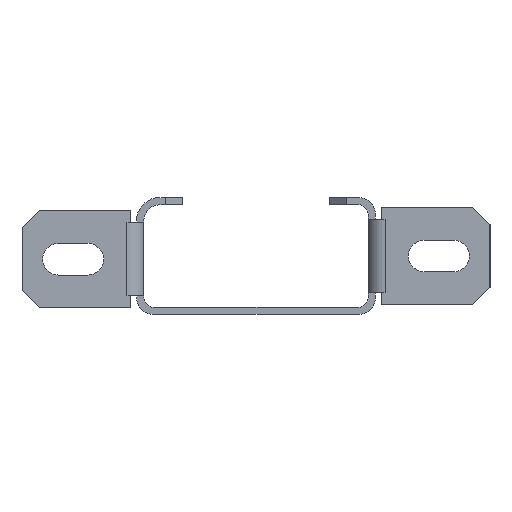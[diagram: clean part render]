
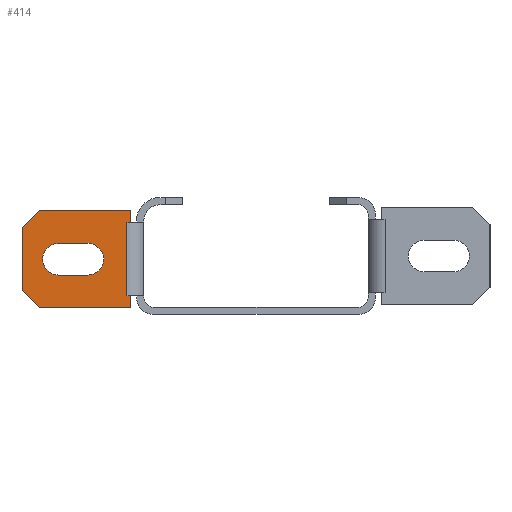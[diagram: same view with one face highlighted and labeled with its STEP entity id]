
A CAD part, left-side view. The second image highlights one B-rep face of the part: STEP entity #414.
In plain terms, the highlighted planar face has unit normal (-1, 0, 0).
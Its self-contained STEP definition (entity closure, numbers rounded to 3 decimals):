
#414=ADVANCED_FACE('',(#816,#817),#709,.T.);
#709=PLANE('',#5893);
#816=FACE_BOUND('',#1498,.T.);
#817=FACE_BOUND('',#1499,.T.);
#1498=EDGE_LOOP('',(#2310,#2311,#2312,#2313,#2314,#2315,#2316,#2317,#2318,
#2319,#2320,#2321));
#1499=EDGE_LOOP('',(#2322,#2323,#2324,#2325));
#2310=ORIENTED_EDGE('',*,*,#4228,.T.);
#2311=ORIENTED_EDGE('',*,*,#4229,.T.);
#2312=ORIENTED_EDGE('',*,*,#4230,.T.);
#2313=ORIENTED_EDGE('',*,*,#4231,.T.);
#2314=ORIENTED_EDGE('',*,*,#4232,.T.);
#2315=ORIENTED_EDGE('',*,*,#4233,.T.);
#2316=ORIENTED_EDGE('',*,*,#4234,.T.);
#2317=ORIENTED_EDGE('',*,*,#4235,.T.);
#2318=ORIENTED_EDGE('',*,*,#4236,.T.);
#2319=ORIENTED_EDGE('',*,*,#4237,.T.);
#2320=ORIENTED_EDGE('',*,*,#4238,.T.);
#2321=ORIENTED_EDGE('',*,*,#4239,.T.);
#2322=ORIENTED_EDGE('',*,*,#4240,.T.);
#2323=ORIENTED_EDGE('',*,*,#4241,.T.);
#2324=ORIENTED_EDGE('',*,*,#4242,.T.);
#2325=ORIENTED_EDGE('',*,*,#4243,.T.);
#3674=VERTEX_POINT('',#8261);
#3675=VERTEX_POINT('',#8262);
#3676=VERTEX_POINT('',#8264);
#3677=VERTEX_POINT('',#8266);
#3678=VERTEX_POINT('',#8268);
#3679=VERTEX_POINT('',#8270);
#3680=VERTEX_POINT('',#8272);
#3681=VERTEX_POINT('',#8274);
#3682=VERTEX_POINT('',#8276);
#3683=VERTEX_POINT('',#8278);
#3684=VERTEX_POINT('',#8280);
#3685=VERTEX_POINT('',#8282);
#3686=VERTEX_POINT('',#8285);
#3687=VERTEX_POINT('',#8286);
#3688=VERTEX_POINT('',#8288);
#3689=VERTEX_POINT('',#8290);
#4228=EDGE_CURVE('',#3674,#3675,#4908,.T.);
#4229=EDGE_CURVE('',#3675,#3676,#4909,.T.);
#4230=EDGE_CURVE('',#3676,#3677,#4910,.T.);
#4231=EDGE_CURVE('',#3677,#3678,#4911,.T.);
#4232=EDGE_CURVE('',#3678,#3679,#4912,.T.);
#4233=EDGE_CURVE('',#3679,#3680,#4913,.T.);
#4234=EDGE_CURVE('',#3680,#3681,#4914,.T.);
#4235=EDGE_CURVE('',#3681,#3682,#4915,.T.);
#4236=EDGE_CURVE('',#3682,#3683,#4916,.T.);
#4237=EDGE_CURVE('',#3683,#3684,#4917,.T.);
#4238=EDGE_CURVE('',#3684,#3685,#4918,.T.);
#4239=EDGE_CURVE('',#3685,#3674,#4919,.T.);
#4240=EDGE_CURVE('',#3686,#3687,#4920,.T.);
#4241=EDGE_CURVE('',#3687,#3688,#5507,.T.);
#4242=EDGE_CURVE('',#3688,#3689,#4921,.T.);
#4243=EDGE_CURVE('',#3689,#3686,#5508,.T.);
#4908=LINE('',#8260,#5212);
#4909=LINE('',#8263,#5213);
#4910=LINE('',#8265,#5214);
#4911=LINE('',#8267,#5215);
#4912=LINE('',#8269,#5216);
#4913=LINE('',#8271,#5217);
#4914=LINE('',#8273,#5218);
#4915=LINE('',#8275,#5219);
#4916=LINE('',#8277,#5220);
#4917=LINE('',#8279,#5221);
#4918=LINE('',#8281,#5222);
#4919=LINE('',#8283,#5223);
#4920=LINE('',#8284,#5224);
#4921=LINE('',#8289,#5225);
#5212=VECTOR('',#6591,1.);
#5213=VECTOR('',#6592,1.);
#5214=VECTOR('',#6593,1.);
#5215=VECTOR('',#6594,1.);
#5216=VECTOR('',#6595,1.);
#5217=VECTOR('',#6596,1.);
#5218=VECTOR('',#6597,1.);
#5219=VECTOR('',#6598,1.);
#5220=VECTOR('',#6599,1.);
#5221=VECTOR('',#6600,1.);
#5222=VECTOR('',#6601,1.);
#5223=VECTOR('',#6602,1.);
#5224=VECTOR('',#6603,1.);
#5225=VECTOR('',#6606,1.);
#5507=CIRCLE('',#5891,3.25);
#5508=CIRCLE('',#5892,3.25);
#5891=AXIS2_PLACEMENT_3D('',#8287,#6604,#6605);
#5892=AXIS2_PLACEMENT_3D('',#8291,#6607,#6608);
#5893=AXIS2_PLACEMENT_3D('',#8292,#6609,#6610);
#6591=DIRECTION('',(0.,1.,0.));
#6592=DIRECTION('',(0.,0.707,-0.707));
#6593=DIRECTION('',(0.,0.,-1.));
#6594=DIRECTION('',(0.,-0.707,-0.707));
#6595=DIRECTION('',(0.,-1.,0.));
#6596=DIRECTION('',(0.,0.,1.));
#6597=DIRECTION('',(0.,1.,0.));
#6598=DIRECTION('',(0.,0.,1.));
#6599=DIRECTION('',(0.,0.,1.));
#6600=DIRECTION('',(0.,0.,1.));
#6601=DIRECTION('',(0.,-1.,0.));
#6602=DIRECTION('',(0.,0.,1.));
#6603=DIRECTION('',(0.,-1.,0.));
#6604=DIRECTION('',(1.,0.,0.));
#6605=DIRECTION('',(0.,-1.,0.));
#6606=DIRECTION('',(0.,1.,0.));
#6607=DIRECTION('',(1.,0.,0.));
#6608=DIRECTION('',(0.,-1.,0.));
#6609=DIRECTION('',(-1.,0.,0.));
#6610=DIRECTION('',(0.,-1.,0.));
#8260=CARTESIAN_POINT('',(-354.,25.71,21.35));
#8261=CARTESIAN_POINT('',(-354.,25.71,21.35));
#8262=CARTESIAN_POINT('',(-354.,44.464,21.35));
#8263=CARTESIAN_POINT('',(-354.,32.907,32.907));
#8264=CARTESIAN_POINT('',(-354.,48.,17.815));
#8265=CARTESIAN_POINT('',(-354.,48.,21.35));
#8266=CARTESIAN_POINT('',(-354.,48.,4.886));
#8267=CARTESIAN_POINT('',(-354.,21.557,-21.557));
#8268=CARTESIAN_POINT('',(-354.,44.464,1.35));
#8269=CARTESIAN_POINT('',(-354.,48.,1.35));
#8270=CARTESIAN_POINT('',(-354.,25.71,1.35));
#8271=CARTESIAN_POINT('',(-354.,25.71,1.35));
#8272=CARTESIAN_POINT('',(-354.,25.71,3.848));
#8273=CARTESIAN_POINT('',(-354.,26.5,3.848));
#8274=CARTESIAN_POINT('',(-354.,26.5,3.848));
#8275=CARTESIAN_POINT('',(-354.,26.5,3.848));
#8276=CARTESIAN_POINT('',(-354.,26.5,3.85));
#8277=CARTESIAN_POINT('',(-354.,26.5,3.85));
#8278=CARTESIAN_POINT('',(-354.,26.5,18.85));
#8279=CARTESIAN_POINT('',(-354.,26.5,3.848));
#8280=CARTESIAN_POINT('',(-354.,26.5,18.852));
#8281=CARTESIAN_POINT('',(-354.,24.405,18.852));
#8282=CARTESIAN_POINT('',(-354.,25.71,18.852));
#8283=CARTESIAN_POINT('',(-354.,25.71,18.85));
#8284=CARTESIAN_POINT('',(-354.,40.5,14.6));
#8285=CARTESIAN_POINT('',(-354.,40.5,14.6));
#8286=CARTESIAN_POINT('',(-354.,34.5,14.6));
#8287=CARTESIAN_POINT('',(-354.,34.5,11.35));
#8288=CARTESIAN_POINT('',(-354.,34.5,8.1));
#8289=CARTESIAN_POINT('',(-354.,34.5,8.1));
#8290=CARTESIAN_POINT('',(-354.,40.5,8.1));
#8291=CARTESIAN_POINT('',(-354.,40.5,11.35));
#8292=CARTESIAN_POINT('',(-354.,0.,0.));
